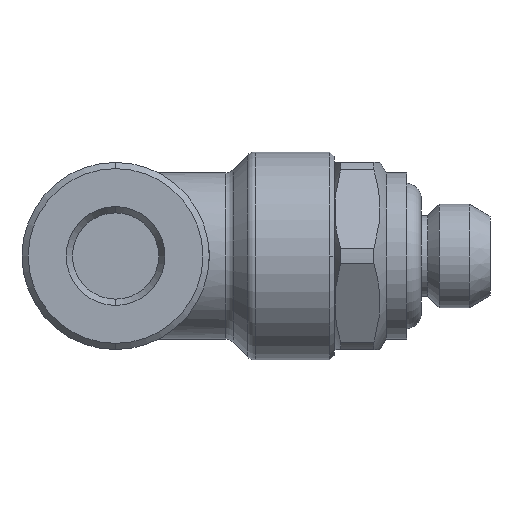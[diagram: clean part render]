
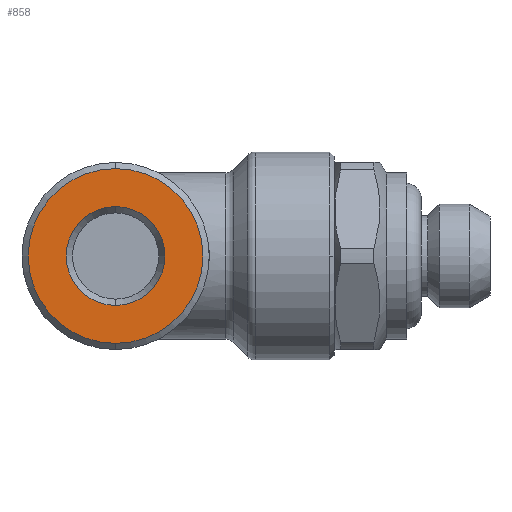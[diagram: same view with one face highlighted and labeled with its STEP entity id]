
A CAD part, left-side view. The second image highlights one B-rep face of the part: STEP entity #858.
In plain terms, the highlighted planar face has unit normal (-1, 0, 0).
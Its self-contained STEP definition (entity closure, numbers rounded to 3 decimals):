
#552 = AXIS2_PLACEMENT_3D ( 'NONE', #596, #603, #652 ) ;
#567 = CARTESIAN_POINT ( 'NONE',  ( -17.603, 0., -4.2 ) ) ;
#572 = CARTESIAN_POINT ( 'NONE',  ( -17.603, 0., -2.375 ) ) ;
#583 = CIRCLE ( 'NONE', #552, 2.375 ) ;
#596 = CARTESIAN_POINT ( 'NONE',  ( -17.603, 0., 0. ) ) ;
#603 = DIRECTION ( 'NONE',  ( 1., 0., 0. ) ) ;
#652 = DIRECTION ( 'NONE',  ( 0., 0., -1. ) ) ;
#654 = CARTESIAN_POINT ( 'NONE',  ( -17.603, 0., 4.2 ) ) ;
#674 = DIRECTION ( 'NONE',  ( 0., 0., -1. ) ) ;
#675 = DIRECTION ( 'NONE',  ( 1., 0., 0. ) ) ;
#676 = AXIS2_PLACEMENT_3D ( 'NONE', #704, #675, #674 ) ;
#704 = CARTESIAN_POINT ( 'NONE',  ( -17.603, 0., 0. ) ) ;
#705 = CIRCLE ( 'NONE', #676, 4.2 ) ;
#835 = EDGE_LOOP ( 'NONE', ( #879, #847 ) ) ;
#841 = EDGE_CURVE ( 'NONE', #1600, #1492, #2101, .T. ) ;
#847 = ORIENTED_EDGE ( 'NONE', *, *, #867, .F. ) ;
#858 = ADVANCED_FACE ( 'NONE', ( #2042, #2041 ), #2069, .T. ) ;
#859 = ORIENTED_EDGE ( 'NONE', *, *, #1549, .T. ) ;
#866 = EDGE_LOOP ( 'NONE', ( #859, #880 ) ) ;
#867 = EDGE_CURVE ( 'NONE', #1582, #1603, #2014, .T. ) ;
#879 = ORIENTED_EDGE ( 'NONE', *, *, #1590, .F. ) ;
#880 = ORIENTED_EDGE ( 'NONE', *, *, #841, .T. ) ;
#1492 = VERTEX_POINT ( 'NONE', #3932 ) ;
#1549 = EDGE_CURVE ( 'NONE', #1492, #1600, #583, .T. ) ;
#1582 = VERTEX_POINT ( 'NONE', #654 ) ;
#1590 = EDGE_CURVE ( 'NONE', #1603, #1582, #705, .T. ) ;
#1600 = VERTEX_POINT ( 'NONE', #572 ) ;
#1603 = VERTEX_POINT ( 'NONE', #567 ) ;
#1994 = DIRECTION ( 'NONE',  ( 0., 0., -1. ) ) ;
#1995 = DIRECTION ( 'NONE',  ( 1., 0., 0. ) ) ;
#1996 = CARTESIAN_POINT ( 'NONE',  ( -17.603, 0., 0. ) ) ;
#2011 = DIRECTION ( 'NONE',  ( 0., 0., -1. ) ) ;
#2012 = DIRECTION ( 'NONE',  ( 1., 0., 0. ) ) ;
#2013 = AXIS2_PLACEMENT_3D ( 'NONE', #2088, #2012, #2011 ) ;
#2014 = CIRCLE ( 'NONE', #2013, 4.2 ) ;
#2041 = FACE_OUTER_BOUND ( 'NONE', #835, .T. ) ;
#2042 = FACE_BOUND ( 'NONE', #866, .T. ) ;
#2065 = DIRECTION ( 'NONE',  ( 0., 0., 1. ) ) ;
#2066 = DIRECTION ( 'NONE',  ( -1., 0., 0. ) ) ;
#2067 = CARTESIAN_POINT ( 'NONE',  ( -17.603, 0., 0. ) ) ;
#2068 = AXIS2_PLACEMENT_3D ( 'NONE', #2067, #2066, #2065 ) ;
#2069 = PLANE ( 'NONE',  #2068 ) ;
#2088 = CARTESIAN_POINT ( 'NONE',  ( -17.603, 0., 0. ) ) ;
#2100 = AXIS2_PLACEMENT_3D ( 'NONE', #1996, #1995, #1994 ) ;
#2101 = CIRCLE ( 'NONE', #2100, 2.375 ) ;
#3932 = CARTESIAN_POINT ( 'NONE',  ( -17.603, 0., 2.375 ) ) ;
